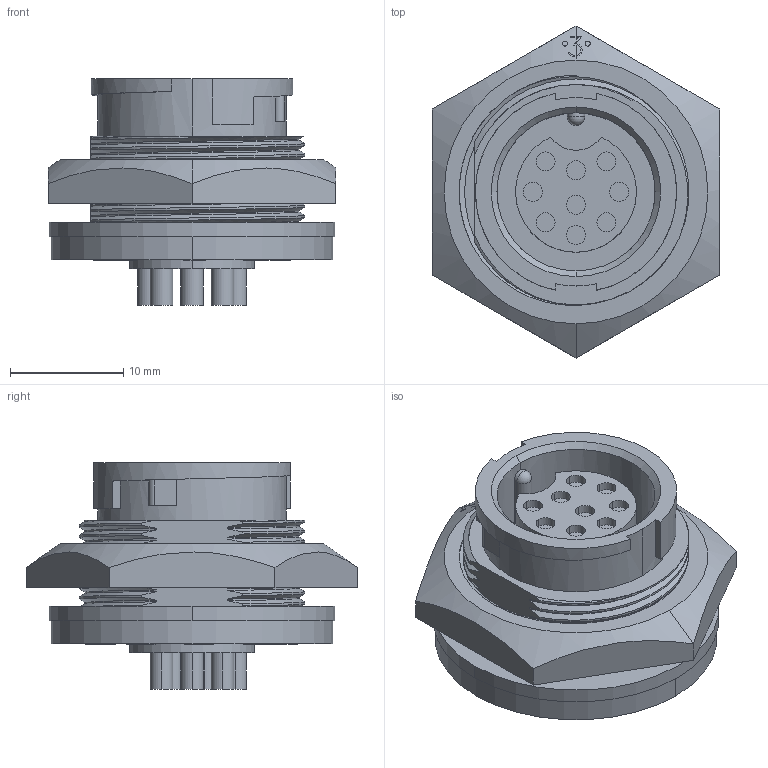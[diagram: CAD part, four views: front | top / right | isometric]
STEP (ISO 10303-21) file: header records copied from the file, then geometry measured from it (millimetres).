
FILE_DESCRIPTION (( 'STEP AP203' ), '1' );
FILE_NAME ('4280-9SG-300.STEP', '2012-11-15T18:26:48', ( '21FPBF1' ), ( 'Conxall' ), 'SwSTEP 2.0', 'SolidWorks 2012', '' );
FILE_SCHEMA (( 'CONFIG_CONTROL_DESIGN' ));
Length unit declared in the file: inch
Products named in the file (1): 4280-9SG-300
Bounding box: 25.4 x 29.33 x 20.04 mm (x, y, z)
Volume: 5298 mm3; surface area: 4314.2 mm2
Topology: 2 solids, 2 shells, 393 faces, 1044 edges, 693 vertices
Faces by surface type: plane 174, bspline 104, cylinder 100, cone 14, sphere 1
Entity records: 22242 total; most frequent: CARTESIAN_POINT 13475, ORIENTED_EDGE 2084, DIRECTION 1350, EDGE_CURVE 1042, VERTEX_POINT 692, LINE 524, VECTOR 524, EDGE_LOOP 434
